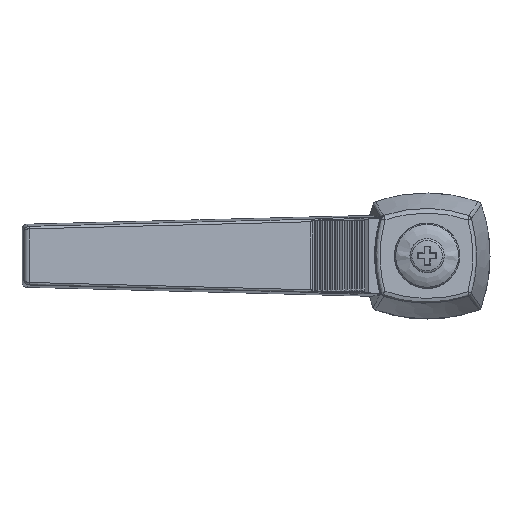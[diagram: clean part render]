
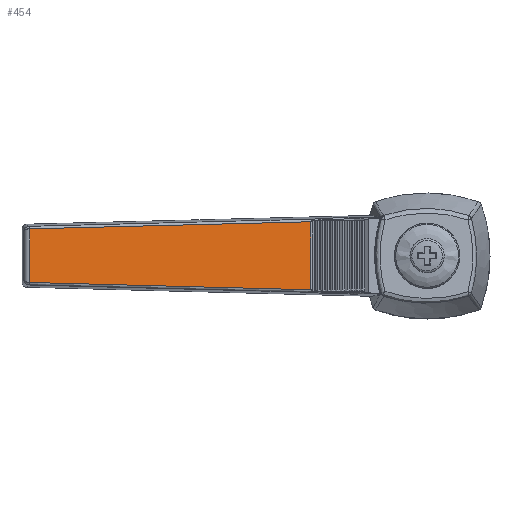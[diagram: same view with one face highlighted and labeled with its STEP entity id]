
A CAD part, top view. The second image highlights one B-rep face of the part: STEP entity #454.
In plain terms, the highlighted planar face has unit normal (0.174, 0, 0.985).
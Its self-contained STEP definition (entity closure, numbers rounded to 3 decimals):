
#454 = ADVANCED_FACE( '', ( #1038 ), #1039, .F. );
#1038 = FACE_OUTER_BOUND( '', #3960, .T. );
#1039 = PLANE( '', #3961 );
#3960 = EDGE_LOOP( '', ( #7742, #7743, #7744, #7745 ) );
#3961 = AXIS2_PLACEMENT_3D( '', #7746, #7747, #7748 );
#7742 = ORIENTED_EDGE( '', *, *, #8820, .T. );
#7743 = ORIENTED_EDGE( '', *, *, #9148, .T. );
#7744 = ORIENTED_EDGE( '', *, *, #9149, .T. );
#7745 = ORIENTED_EDGE( '', *, *, #8965, .T. );
#7746 = CARTESIAN_POINT( '', ( -33.905, 0., 38.274 ) );
#7747 = DIRECTION( '', ( -0.174, 0., -0.985 ) );
#7748 = DIRECTION( '', ( -0.985, 0., 0.174 ) );
#8820 = EDGE_CURVE( '', #9580, #9673, #9675, .T. );
#8965 = EDGE_CURVE( '', #9903, #9580, #9905, .F. );
#9148 = EDGE_CURVE( '', #9673, #10175, #10176, .F. );
#9149 = EDGE_CURVE( '', #10175, #9903, #10177, .T. );
#9580 = VERTEX_POINT( '', #11139 );
#9673 = VERTEX_POINT( '', #11515 );
#9675 = B_SPLINE_CURVE_WITH_KNOTS( '', 3, ( #11517, #11518, #11519, #11520, #11521, #11522, #11523, #11524 ), .UNSPECIFIED., .F., .F., ( 4, 2, 2, 4 ), ( 0., 0.028, 0.043, 0.057 ), .UNSPECIFIED. );
#9903 = VERTEX_POINT( '', #12570 );
#9905 = LINE( '', #12599, #12600 );
#10175 = VERTEX_POINT( '', #13736 );
#10176 = LINE( '', #13737, #13738 );
#10177 = B_SPLINE_CURVE_WITH_KNOTS( '', 3, ( #13739, #13740, #13741, #13742, #13743, #13744, #13745, #13746 ), .UNSPECIFIED., .F., .F., ( 4, 2, 2, 4 ), ( 0.001, 0.015, 0.029, 0.058 ), .UNSPECIFIED. );
#11139 = CARTESIAN_POINT( '', ( -23.09, 6.754, 36.367 ) );
#11515 = CARTESIAN_POINT( '', ( -78.94, 5.324, 46.215 ) );
#11517 = CARTESIAN_POINT( '', ( -23.09, 6.754, 36.367 ) );
#11518 = CARTESIAN_POINT( '', ( -32.398, 6.514, 38.009 ) );
#11519 = CARTESIAN_POINT( '', ( -41.706, 6.275, 39.65 ) );
#11520 = CARTESIAN_POINT( '', ( -55.669, 5.918, 42.112 ) );
#11521 = CARTESIAN_POINT( '', ( -60.323, 5.798, 42.932 ) );
#11522 = CARTESIAN_POINT( '', ( -69.631, 5.561, 44.574 ) );
#11523 = CARTESIAN_POINT( '', ( -74.286, 5.442, 45.394 ) );
#11524 = CARTESIAN_POINT( '', ( -78.94, 5.324, 46.215 ) );
#12570 = CARTESIAN_POINT( '', ( -23.09, -6.754, 36.367 ) );
#12599 = CARTESIAN_POINT( '', ( -23.09, 6.986, 36.367 ) );
#12600 = VECTOR( '', #15172, 1000. );
#13736 = CARTESIAN_POINT( '', ( -78.94, -5.324, 46.215 ) );
#13737 = CARTESIAN_POINT( '', ( -78.94, 0., 46.215 ) );
#13738 = VECTOR( '', #15312, 1000. );
#13739 = CARTESIAN_POINT( '', ( -78.94, -5.324, 46.215 ) );
#13740 = CARTESIAN_POINT( '', ( -74.286, -5.442, 45.394 ) );
#13741 = CARTESIAN_POINT( '', ( -69.631, -5.561, 44.574 ) );
#13742 = CARTESIAN_POINT( '', ( -60.323, -5.798, 42.932 ) );
#13743 = CARTESIAN_POINT( '', ( -55.669, -5.918, 42.112 ) );
#13744 = CARTESIAN_POINT( '', ( -41.706, -6.275, 39.65 ) );
#13745 = CARTESIAN_POINT( '', ( -32.398, -6.514, 38.009 ) );
#13746 = CARTESIAN_POINT( '', ( -23.09, -6.754, 36.367 ) );
#15172 = DIRECTION( '', ( 0., -1., 0. ) );
#15312 = DIRECTION( '', ( 0., 1., 0. ) );
